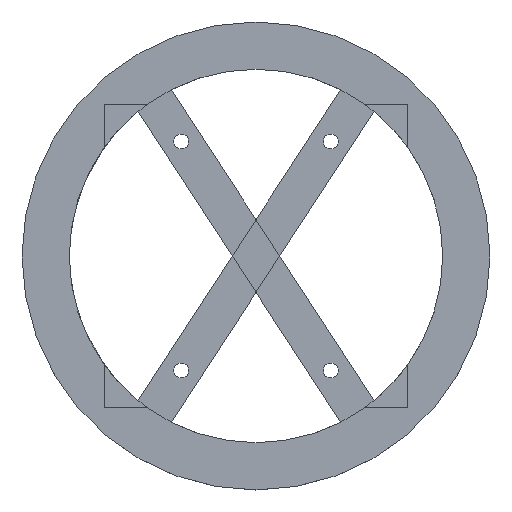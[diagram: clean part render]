
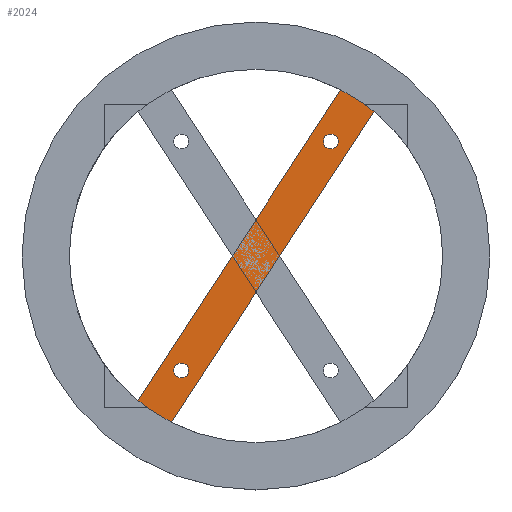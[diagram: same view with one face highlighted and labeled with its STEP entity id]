
A CAD part, top view. The second image highlights one B-rep face of the part: STEP entity #2024.
In plain terms, the highlighted planar face has unit normal (0, 0, 1).
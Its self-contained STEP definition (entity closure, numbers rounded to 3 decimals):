
#131 = CYLINDRICAL_SURFACE('',#132,37.5);
#132 = AXIS2_PLACEMENT_3D('',#133,#134,#135);
#133 = CARTESIAN_POINT('',(0.,0.,0.));
#134 = DIRECTION('',(-0.,-0.,-1.));
#135 = DIRECTION('',(1.,0.,0.));
#997 = VERTEX_POINT('',#998);
#998 = CARTESIAN_POINT('',(-17.018,-33.416,0.5));
#1012 = PLANE('',#1013);
#1013 = AXIS2_PLACEMENT_3D('',#1014,#1015,#1016);
#1014 = CARTESIAN_POINT('',(26.567,33.414,0.));
#1015 = DIRECTION('',(0.838,-0.546,0.));
#1016 = DIRECTION('',(-0.546,-0.838,0.));
#1024 = EDGE_CURVE('',#997,#1025,#1027,.T.);
#1025 = VERTEX_POINT('',#1026);
#1026 = CARTESIAN_POINT('',(-23.719,-29.046,0.5));
#1027 = SURFACE_CURVE('',#1028,(#1033,#1040),.PCURVE_S1.);
#1028 = CIRCLE('',#1029,37.5);
#1029 = AXIS2_PLACEMENT_3D('',#1030,#1031,#1032);
#1030 = CARTESIAN_POINT('',(0.,0.,0.5));
#1031 = DIRECTION('',(0.,0.,-1.));
#1032 = DIRECTION('',(1.,0.,0.));
#1033 = PCURVE('',#131,#1034);
#1034 = DEFINITIONAL_REPRESENTATION('',(#1035),#1039);
#1035 = LINE('',#1036,#1037);
#1036 = CARTESIAN_POINT('',(-6.283,-0.5));
#1037 = VECTOR('',#1038,1.);
#1038 = DIRECTION('',(1.,-0.));
#1039 = ( GEOMETRIC_REPRESENTATION_CONTEXT(2) 
PARAMETRIC_REPRESENTATION_CONTEXT() REPRESENTATION_CONTEXT('2D SPACE',''
  ) );
#1040 = PCURVE('',#1041,#1046);
#1041 = PLANE('',#1042);
#1042 = AXIS2_PLACEMENT_3D('',#1043,#1044,#1045);
#1043 = CARTESIAN_POINT('',(0.35,0.537,0.5));
#1044 = DIRECTION('',(-0.,-0.,-1.));
#1045 = DIRECTION('',(-1.,0.,0.));
#1046 = DEFINITIONAL_REPRESENTATION('',(#1047),#1051);
#1047 = CIRCLE('',#1048,37.5);
#1048 = AXIS2_PLACEMENT_2D('',#1049,#1050);
#1049 = CARTESIAN_POINT('',(0.35,-0.537));
#1050 = DIRECTION('',(-1.,0.));
#1051 = ( GEOMETRIC_REPRESENTATION_CONTEXT(2) 
PARAMETRIC_REPRESENTATION_CONTEXT() REPRESENTATION_CONTEXT('2D SPACE',''
  ) );
#1067 = PLANE('',#1068);
#1068 = AXIS2_PLACEMENT_3D('',#1069,#1070,#1071);
#1069 = CARTESIAN_POINT('',(-25.866,-32.339,0.));
#1070 = DIRECTION('',(-0.838,0.546,0.));
#1071 = DIRECTION('',(0.546,0.838,0.));
#1154 = VERTEX_POINT('',#1155);
#1155 = CARTESIAN_POINT('',(17.018,33.416,0.5));
#1176 = EDGE_CURVE('',#1154,#1177,#1179,.T.);
#1177 = VERTEX_POINT('',#1178);
#1178 = CARTESIAN_POINT('',(23.719,29.046,0.5));
#1179 = SURFACE_CURVE('',#1180,(#1185,#1192),.PCURVE_S1.);
#1180 = CIRCLE('',#1181,37.5);
#1181 = AXIS2_PLACEMENT_3D('',#1182,#1183,#1184);
#1182 = CARTESIAN_POINT('',(0.,0.,0.5));
#1183 = DIRECTION('',(0.,0.,-1.));
#1184 = DIRECTION('',(1.,0.,0.));
#1185 = PCURVE('',#131,#1186);
#1186 = DEFINITIONAL_REPRESENTATION('',(#1187),#1191);
#1187 = LINE('',#1188,#1189);
#1188 = CARTESIAN_POINT('',(-6.283,-0.5));
#1189 = VECTOR('',#1190,1.);
#1190 = DIRECTION('',(1.,-0.));
#1191 = ( GEOMETRIC_REPRESENTATION_CONTEXT(2) 
PARAMETRIC_REPRESENTATION_CONTEXT() REPRESENTATION_CONTEXT('2D SPACE',''
  ) );
#1192 = PCURVE('',#1041,#1193);
#1193 = DEFINITIONAL_REPRESENTATION('',(#1194),#1198);
#1194 = CIRCLE('',#1195,37.5);
#1195 = AXIS2_PLACEMENT_2D('',#1196,#1197);
#1196 = CARTESIAN_POINT('',(0.35,-0.537));
#1197 = DIRECTION('',(-1.,0.));
#1198 = ( GEOMETRIC_REPRESENTATION_CONTEXT(2) 
PARAMETRIC_REPRESENTATION_CONTEXT() REPRESENTATION_CONTEXT('2D SPACE',''
  ) );
#2003 = EDGE_CURVE('',#1177,#997,#2004,.T.);
#2004 = SURFACE_CURVE('',#2005,(#2009,#2016),.PCURVE_S1.);
#2005 = LINE('',#2006,#2007);
#2006 = CARTESIAN_POINT('',(26.567,33.414,0.5));
#2007 = VECTOR('',#2008,1.);
#2008 = DIRECTION('',(-0.546,-0.838,0.));
#2009 = PCURVE('',#1012,#2010);
#2010 = DEFINITIONAL_REPRESENTATION('',(#2011),#2015);
#2011 = LINE('',#2012,#2013);
#2012 = CARTESIAN_POINT('',(0.,-0.5));
#2013 = VECTOR('',#2014,1.);
#2014 = DIRECTION('',(1.,-0.));
#2015 = ( GEOMETRIC_REPRESENTATION_CONTEXT(2) 
PARAMETRIC_REPRESENTATION_CONTEXT() REPRESENTATION_CONTEXT('2D SPACE',''
  ) );
#2016 = PCURVE('',#1041,#2017);
#2017 = DEFINITIONAL_REPRESENTATION('',(#2018),#2022);
#2018 = LINE('',#2019,#2020);
#2019 = CARTESIAN_POINT('',(-26.216,32.876));
#2020 = VECTOR('',#2021,1.);
#2021 = DIRECTION('',(0.546,-0.838));
#2022 = ( GEOMETRIC_REPRESENTATION_CONTEXT(2) 
PARAMETRIC_REPRESENTATION_CONTEXT() REPRESENTATION_CONTEXT('2D SPACE',''
  ) );
#2024 = ADVANCED_FACE('',(#2025,#2051,#2086),#1041,.F.);
#2025 = FACE_BOUND('',#2026,.F.);
#2026 = EDGE_LOOP('',(#2027,#2028,#2049,#2050));
#2027 = ORIENTED_EDGE('',*,*,#1024,.T.);
#2028 = ORIENTED_EDGE('',*,*,#2029,.T.);
#2029 = EDGE_CURVE('',#1025,#1154,#2030,.T.);
#2030 = SURFACE_CURVE('',#2031,(#2035,#2042),.PCURVE_S1.);
#2031 = LINE('',#2032,#2033);
#2032 = CARTESIAN_POINT('',(-25.866,-32.339,0.5));
#2033 = VECTOR('',#2034,1.);
#2034 = DIRECTION('',(0.546,0.838,0.));
#2035 = PCURVE('',#1041,#2036);
#2036 = DEFINITIONAL_REPRESENTATION('',(#2037),#2041);
#2037 = LINE('',#2038,#2039);
#2038 = CARTESIAN_POINT('',(26.216,-32.876));
#2039 = VECTOR('',#2040,1.);
#2040 = DIRECTION('',(-0.546,0.838));
#2041 = ( GEOMETRIC_REPRESENTATION_CONTEXT(2) 
PARAMETRIC_REPRESENTATION_CONTEXT() REPRESENTATION_CONTEXT('2D SPACE',''
  ) );
#2042 = PCURVE('',#1067,#2043);
#2043 = DEFINITIONAL_REPRESENTATION('',(#2044),#2048);
#2044 = LINE('',#2045,#2046);
#2045 = CARTESIAN_POINT('',(0.,-0.5));
#2046 = VECTOR('',#2047,1.);
#2047 = DIRECTION('',(1.,0.));
#2048 = ( GEOMETRIC_REPRESENTATION_CONTEXT(2) 
PARAMETRIC_REPRESENTATION_CONTEXT() REPRESENTATION_CONTEXT('2D SPACE',''
  ) );
#2049 = ORIENTED_EDGE('',*,*,#1176,.T.);
#2050 = ORIENTED_EDGE('',*,*,#2003,.T.);
#2051 = FACE_BOUND('',#2052,.F.);
#2052 = EDGE_LOOP('',(#2053));
#2053 = ORIENTED_EDGE('',*,*,#2054,.T.);
#2054 = EDGE_CURVE('',#2055,#2055,#2057,.T.);
#2055 = VERTEX_POINT('',#2056);
#2056 = CARTESIAN_POINT('',(-13.5,-23.,0.5));
#2057 = SURFACE_CURVE('',#2058,(#2063,#2074),.PCURVE_S1.);
#2058 = CIRCLE('',#2059,1.5);
#2059 = AXIS2_PLACEMENT_3D('',#2060,#2061,#2062);
#2060 = CARTESIAN_POINT('',(-15.,-23.,0.5));
#2061 = DIRECTION('',(0.,0.,1.));
#2062 = DIRECTION('',(1.,0.,0.));
#2063 = PCURVE('',#1041,#2064);
#2064 = DEFINITIONAL_REPRESENTATION('',(#2065),#2073);
#2065 = ( BOUNDED_CURVE() B_SPLINE_CURVE(2,(#2066,#2067,#2068,#2069,
#2070,#2071,#2072),.UNSPECIFIED.,.T.,.F.) B_SPLINE_CURVE_WITH_KNOTS((1,2
    ,2,2,2,1),(-2.094,0.,2.094,4.189,
6.283,8.378),.UNSPECIFIED.) CURVE() 
GEOMETRIC_REPRESENTATION_ITEM() RATIONAL_B_SPLINE_CURVE((1.,0.5,1.,0.5,
1.,0.5,1.)) REPRESENTATION_ITEM('') );
#2066 = CARTESIAN_POINT('',(13.85,-23.537));
#2067 = CARTESIAN_POINT('',(13.85,-20.939));
#2068 = CARTESIAN_POINT('',(16.1,-22.238));
#2069 = CARTESIAN_POINT('',(18.35,-23.537));
#2070 = CARTESIAN_POINT('',(16.1,-24.836));
#2071 = CARTESIAN_POINT('',(13.85,-26.135));
#2072 = CARTESIAN_POINT('',(13.85,-23.537));
#2073 = ( GEOMETRIC_REPRESENTATION_CONTEXT(2) 
PARAMETRIC_REPRESENTATION_CONTEXT() REPRESENTATION_CONTEXT('2D SPACE',''
  ) );
#2074 = PCURVE('',#2075,#2080);
#2075 = CYLINDRICAL_SURFACE('',#2076,1.5);
#2076 = AXIS2_PLACEMENT_3D('',#2077,#2078,#2079);
#2077 = CARTESIAN_POINT('',(-15.,-23.,0.));
#2078 = DIRECTION('',(-0.,-0.,-1.));
#2079 = DIRECTION('',(1.,0.,0.));
#2080 = DEFINITIONAL_REPRESENTATION('',(#2081),#2085);
#2081 = LINE('',#2082,#2083);
#2082 = CARTESIAN_POINT('',(-0.,-0.5));
#2083 = VECTOR('',#2084,1.);
#2084 = DIRECTION('',(-1.,0.));
#2085 = ( GEOMETRIC_REPRESENTATION_CONTEXT(2) 
PARAMETRIC_REPRESENTATION_CONTEXT() REPRESENTATION_CONTEXT('2D SPACE',''
  ) );
#2086 = FACE_BOUND('',#2087,.F.);
#2087 = EDGE_LOOP('',(#2088));
#2088 = ORIENTED_EDGE('',*,*,#2089,.T.);
#2089 = EDGE_CURVE('',#2090,#2090,#2092,.T.);
#2090 = VERTEX_POINT('',#2091);
#2091 = CARTESIAN_POINT('',(16.5,23.,0.5));
#2092 = SURFACE_CURVE('',#2093,(#2098,#2109),.PCURVE_S1.);
#2093 = CIRCLE('',#2094,1.5);
#2094 = AXIS2_PLACEMENT_3D('',#2095,#2096,#2097);
#2095 = CARTESIAN_POINT('',(15.,23.,0.5));
#2096 = DIRECTION('',(0.,0.,1.));
#2097 = DIRECTION('',(1.,0.,0.));
#2098 = PCURVE('',#1041,#2099);
#2099 = DEFINITIONAL_REPRESENTATION('',(#2100),#2108);
#2100 = ( BOUNDED_CURVE() B_SPLINE_CURVE(2,(#2101,#2102,#2103,#2104,
#2105,#2106,#2107),.UNSPECIFIED.,.T.,.F.) B_SPLINE_CURVE_WITH_KNOTS((1,2
    ,2,2,2,1),(-2.094,0.,2.094,4.189,
6.283,8.378),.UNSPECIFIED.) CURVE() 
GEOMETRIC_REPRESENTATION_ITEM() RATIONAL_B_SPLINE_CURVE((1.,0.5,1.,0.5,
1.,0.5,1.)) REPRESENTATION_ITEM('') );
#2101 = CARTESIAN_POINT('',(-16.15,22.463));
#2102 = CARTESIAN_POINT('',(-16.15,25.061));
#2103 = CARTESIAN_POINT('',(-13.9,23.762));
#2104 = CARTESIAN_POINT('',(-11.65,22.463));
#2105 = CARTESIAN_POINT('',(-13.9,21.164));
#2106 = CARTESIAN_POINT('',(-16.15,19.865));
#2107 = CARTESIAN_POINT('',(-16.15,22.463));
#2108 = ( GEOMETRIC_REPRESENTATION_CONTEXT(2) 
PARAMETRIC_REPRESENTATION_CONTEXT() REPRESENTATION_CONTEXT('2D SPACE',''
  ) );
#2109 = PCURVE('',#2110,#2115);
#2110 = CYLINDRICAL_SURFACE('',#2111,1.5);
#2111 = AXIS2_PLACEMENT_3D('',#2112,#2113,#2114);
#2112 = CARTESIAN_POINT('',(15.,23.,0.));
#2113 = DIRECTION('',(-0.,-0.,-1.));
#2114 = DIRECTION('',(1.,0.,0.));
#2115 = DEFINITIONAL_REPRESENTATION('',(#2116),#2120);
#2116 = LINE('',#2117,#2118);
#2117 = CARTESIAN_POINT('',(-0.,-0.5));
#2118 = VECTOR('',#2119,1.);
#2119 = DIRECTION('',(-1.,0.));
#2120 = ( GEOMETRIC_REPRESENTATION_CONTEXT(2) 
PARAMETRIC_REPRESENTATION_CONTEXT() REPRESENTATION_CONTEXT('2D SPACE',''
  ) );
